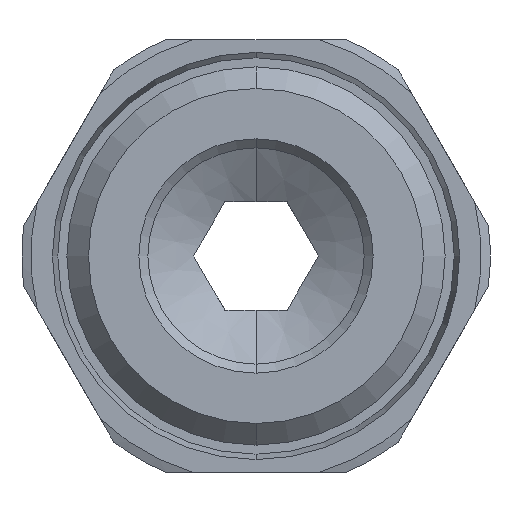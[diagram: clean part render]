
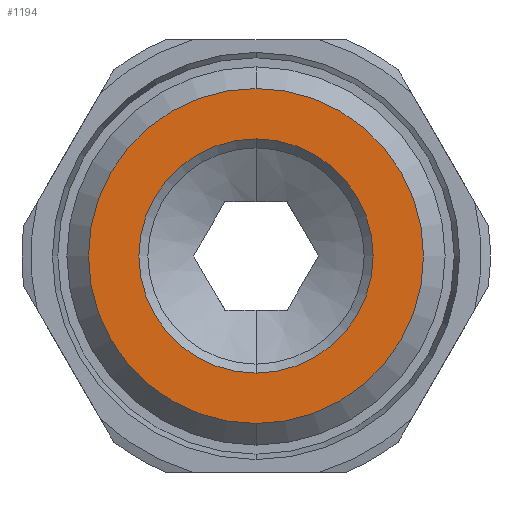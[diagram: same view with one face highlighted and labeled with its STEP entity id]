
A CAD part, front view. The second image highlights one B-rep face of the part: STEP entity #1194.
In plain terms, the highlighted planar face has unit normal (0, -1, 0).
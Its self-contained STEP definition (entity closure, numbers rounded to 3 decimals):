
#29 = CARTESIAN_POINT ( 'NONE',  ( 0., -16.5, 0. ) ) ;
#225 = DIRECTION ( 'NONE',  ( 0., 1., 0. ) ) ;
#359 = ORIENTED_EDGE ( 'NONE', *, *, #12994, .F. ) ;
#594 = AXIS2_PLACEMENT_3D ( 'NONE', #9298, #5687, #5852 ) ;
#682 = CARTESIAN_POINT ( 'NONE',  ( 0., -16.5, 9.298 ) ) ;
#802 = DIRECTION ( 'NONE',  ( 0., 0., -1. ) ) ;
#1045 = ORIENTED_EDGE ( 'NONE', *, *, #11681, .T. ) ;
#1194 = ADVANCED_FACE ( 'NONE', ( #11110, #10729 ), #10318, .T. ) ;
#1275 = CARTESIAN_POINT ( 'NONE',  ( 0., -16.5, 0. ) ) ;
#1460 = AXIS2_PLACEMENT_3D ( 'NONE', #8139, #5822, #802 ) ;
#2875 = CIRCLE ( 'NONE', #1460, 6.5 ) ;
#3063 = ORIENTED_EDGE ( 'NONE', *, *, #7191, .T. ) ;
#3075 = CIRCLE ( 'NONE', #7075, 9.298 ) ;
#3890 = VERTEX_POINT ( 'NONE', #13248 ) ;
#4004 = CARTESIAN_POINT ( 'NONE',  ( 0., -16.5, -6.5 ) ) ;
#5687 = DIRECTION ( 'NONE',  ( 0., -1., 0. ) ) ;
#5822 = DIRECTION ( 'NONE',  ( 0., 1., 0. ) ) ;
#5852 = DIRECTION ( 'NONE',  ( 0., 0., -1. ) ) ;
#7025 = AXIS2_PLACEMENT_3D ( 'NONE', #1275, #9834, #11121 ) ;
#7075 = AXIS2_PLACEMENT_3D ( 'NONE', #7554, #14988, #11362 ) ;
#7130 = EDGE_CURVE ( 'NONE', #12122, #9719, #14358, .T. ) ;
#7191 = EDGE_CURVE ( 'NONE', #14608, #3890, #11060, .T. ) ;
#7554 = CARTESIAN_POINT ( 'NONE',  ( 0., -16.5, 0. ) ) ;
#8139 = CARTESIAN_POINT ( 'NONE',  ( 0., -16.5, 0. ) ) ;
#8288 = CARTESIAN_POINT ( 'NONE',  ( 0., -16.5, -9.298 ) ) ;
#9298 = CARTESIAN_POINT ( 'NONE',  ( -3.289, -16.5, 0. ) ) ;
#9361 = EDGE_LOOP ( 'NONE', ( #359, #10281 ) ) ;
#9719 = VERTEX_POINT ( 'NONE', #682 ) ;
#9834 = DIRECTION ( 'NONE',  ( 0., 1., 0. ) ) ;
#9889 = DIRECTION ( 'NONE',  ( 0., 0., 1. ) ) ;
#10281 = ORIENTED_EDGE ( 'NONE', *, *, #7130, .F. ) ;
#10318 = PLANE ( 'NONE',  #594 ) ;
#10729 = FACE_OUTER_BOUND ( 'NONE', #9361, .T. ) ;
#11060 = CIRCLE ( 'NONE', #7025, 6.5 ) ;
#11110 = FACE_BOUND ( 'NONE', #13443, .T. ) ;
#11121 = DIRECTION ( 'NONE',  ( 0., 0., -1. ) ) ;
#11362 = DIRECTION ( 'NONE',  ( 0., 0., 1. ) ) ;
#11681 = EDGE_CURVE ( 'NONE', #3890, #14608, #2875, .T. ) ;
#12122 = VERTEX_POINT ( 'NONE', #8288 ) ;
#12983 = AXIS2_PLACEMENT_3D ( 'NONE', #29, #225, #9889 ) ;
#12994 = EDGE_CURVE ( 'NONE', #9719, #12122, #3075, .T. ) ;
#13248 = CARTESIAN_POINT ( 'NONE',  ( 0., -16.5, 6.5 ) ) ;
#13443 = EDGE_LOOP ( 'NONE', ( #3063, #1045 ) ) ;
#14358 = CIRCLE ( 'NONE', #12983, 9.298 ) ;
#14608 = VERTEX_POINT ( 'NONE', #4004 ) ;
#14988 = DIRECTION ( 'NONE',  ( 0., 1., 0. ) ) ;
